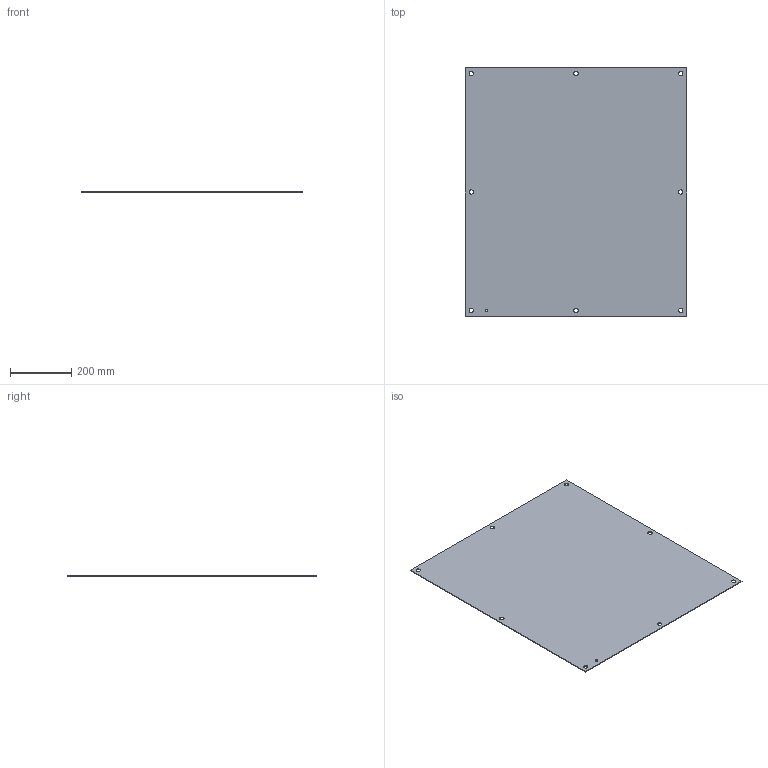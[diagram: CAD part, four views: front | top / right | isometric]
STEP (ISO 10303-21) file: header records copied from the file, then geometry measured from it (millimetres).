
FILE_DESCRIPTION((''),'2;1');
FILE_NAME('N1P3036.stp','2013-06-14T16:08:27',('ps'),(''),'Autodesk Inventor 2012','Autodesk Inventor 2012','');
FILE_SCHEMA(('AUTOMOTIVE_DESIGN { 1 0 10303 214 1 1 1 1 }'));
Length unit declared in the file: inch
Products named in the file (1): N1P3036-1
Bounding box: 723.9 x 812.8 x 2.38 mm (x, y, z)
Volume: 1397916.9 mm3; surface area: 1182337.1 mm2
Topology: 1 solids, 1 shells, 15 faces, 39 edges, 26 vertices
Faces by surface type: cylinder 9, plane 6
Full cylindrical faces by diameter (mm): 7.925 x1, 14.3 x8
Entity records: 512 total; most frequent: DIRECTION 80, CARTESIAN_POINT 72, ORIENTED_EDGE 60, EDGE_LOOP 42, AXIS2_PLACEMENT_3D 34, EDGE_CURVE 30, FACE_BOUND 27, VERTEX_POINT 26
